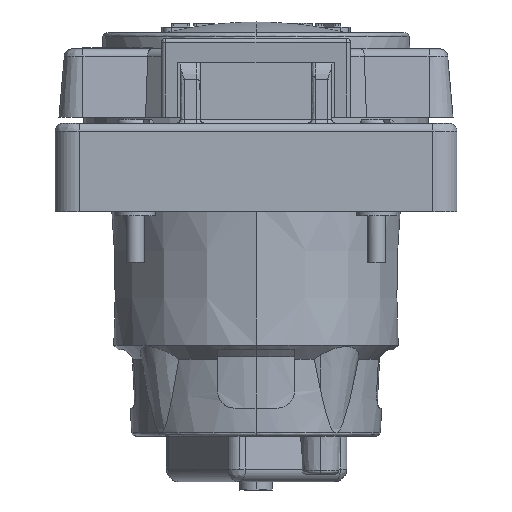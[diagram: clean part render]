
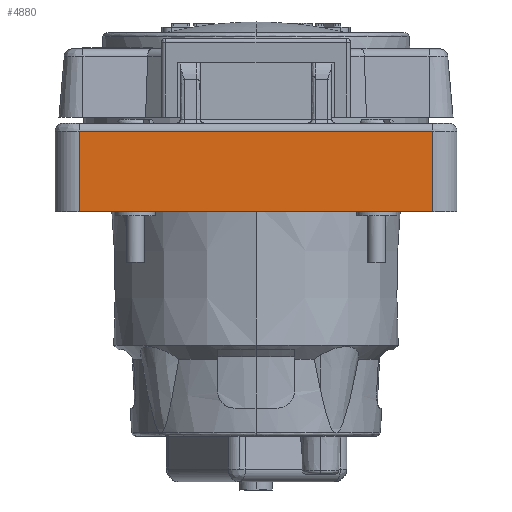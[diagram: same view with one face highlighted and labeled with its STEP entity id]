
A CAD part, front view. The second image highlights one B-rep face of the part: STEP entity #4880.
In plain terms, the highlighted planar face has unit normal (0, -1, 0).
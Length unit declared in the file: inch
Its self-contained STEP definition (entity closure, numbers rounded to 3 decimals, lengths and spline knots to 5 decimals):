
#209 = VERTEX_POINT ( 'NONE', #9060 ) ;
#266 = DIRECTION ( 'NONE',  ( 0., 0., -1. ) ) ;
#438 = VECTOR ( 'NONE', #266, 39.37008 ) ;
#2215 = VECTOR ( 'NONE', #23992, 39.37008 ) ;
#2770 = DIRECTION ( 'NONE',  ( 0., 0., -1. ) ) ;
#3257 = CARTESIAN_POINT ( 'NONE',  ( 1.3755, -2.3125, -0.78517 ) ) ;
#4284 = LINE ( 'NONE', #19364, #19783 ) ;
#4880 = ADVANCED_FACE ( 'NONE', ( #10193 ), #22000, .T. ) ;
#5667 = DIRECTION ( 'NONE',  ( 1., 0., 0. ) ) ;
#6956 = CARTESIAN_POINT ( 'NONE',  ( 0., -2.3125, -0.16017 ) ) ;
#7071 = CARTESIAN_POINT ( 'NONE',  ( 1.3755, -2.3125, -0.78517 ) ) ;
#7154 = LINE ( 'NONE', #6956, #32862 ) ;
#7768 = LINE ( 'NONE', #3257, #438 ) ;
#7820 = CARTESIAN_POINT ( 'NONE',  ( 1.3755, -2.3125, -0.16017 ) ) ;
#8555 = DIRECTION ( 'NONE',  ( 0., -1., 0. ) ) ;
#9060 = CARTESIAN_POINT ( 'NONE',  ( 1.3755, -2.3125, -0.78517 ) ) ;
#9583 = CARTESIAN_POINT ( 'NONE',  ( -1.3755, -2.3125, -0.16017 ) ) ;
#9711 = DIRECTION ( 'NONE',  ( 1., 0., 0. ) ) ;
#10193 = FACE_OUTER_BOUND ( 'NONE', #31166, .T. ) ;
#13164 = EDGE_CURVE ( 'NONE', #21803, #15312, #7154, .T. ) ;
#13387 = LINE ( 'NONE', #7071, #2215 ) ;
#15312 = VERTEX_POINT ( 'NONE', #7820 ) ;
#15886 = ORIENTED_EDGE ( 'NONE', *, *, #13164, .F. ) ;
#16827 = VERTEX_POINT ( 'NONE', #29955 ) ;
#18322 = EDGE_CURVE ( 'NONE', #21803, #16827, #4284, .T. ) ;
#19364 = CARTESIAN_POINT ( 'NONE',  ( -1.3755, -2.3125, -0.78517 ) ) ;
#19612 = ORIENTED_EDGE ( 'NONE', *, *, #18322, .T. ) ;
#19783 = VECTOR ( 'NONE', #2770, 39.37008 ) ;
#20266 = ORIENTED_EDGE ( 'NONE', *, *, #30814, .F. ) ;
#21803 = VERTEX_POINT ( 'NONE', #9583 ) ;
#22000 = PLANE ( 'NONE',  #33123 ) ;
#23992 = DIRECTION ( 'NONE',  ( 1., 0., 0. ) ) ;
#24768 = CARTESIAN_POINT ( 'NONE',  ( 1.3755, -2.3125, -0.78517 ) ) ;
#29955 = CARTESIAN_POINT ( 'NONE',  ( -1.3755, -2.3125, -0.78517 ) ) ;
#30814 = EDGE_CURVE ( 'NONE', #15312, #209, #7768, .T. ) ;
#31166 = EDGE_LOOP ( 'NONE', ( #19612, #35539, #20266, #15886 ) ) ;
#32862 = VECTOR ( 'NONE', #9711, 39.37008 ) ;
#33123 = AXIS2_PLACEMENT_3D ( 'NONE', #24768, #8555, #5667 ) ;
#33896 = EDGE_CURVE ( 'NONE', #16827, #209, #13387, .T. ) ;
#35539 = ORIENTED_EDGE ( 'NONE', *, *, #33896, .T. ) ;
